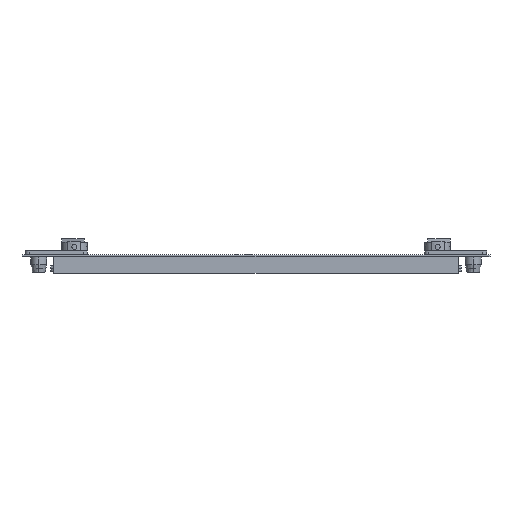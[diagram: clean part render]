
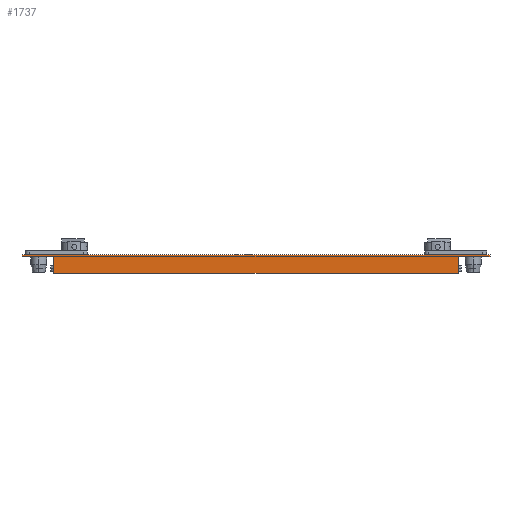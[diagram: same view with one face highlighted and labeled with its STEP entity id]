
A CAD part, front view. The second image highlights one B-rep face of the part: STEP entity #1737.
In plain terms, the highlighted face is planar.
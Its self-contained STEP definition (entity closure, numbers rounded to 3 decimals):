
#450=DIRECTION('',(0.,0.,1.));
#451=VECTOR('',#450,1.);
#452=CARTESIAN_POINT('',(-125.,325.,0.));
#453=LINE('',#452,#451);
#464=DIRECTION('',(1.,0.,0.));
#465=VECTOR('',#464,17.);
#466=CARTESIAN_POINT('',(-125.,325.,0.));
#467=LINE('',#466,#465);
#471=DIRECTION('',(0.,0.,1.));
#472=VECTOR('',#471,9.);
#473=CARTESIAN_POINT('',(108.,325.,-9.));
#474=LINE('',#473,#472);
#478=DIRECTION('',(1.,0.,0.));
#479=VECTOR('',#478,17.);
#480=CARTESIAN_POINT('',(108.,325.,0.));
#481=LINE('',#480,#479);
#485=DIRECTION('',(0.,0.,1.));
#486=VECTOR('',#485,1.);
#487=CARTESIAN_POINT('',(125.,325.,0.));
#488=LINE('',#487,#486);
#492=DIRECTION('',(-1.,0.,0.));
#493=VECTOR('',#492,250.);
#494=CARTESIAN_POINT('',(125.,325.,1.));
#495=LINE('',#494,#493);
#499=DIRECTION('',(0.,0.,1.));
#500=VECTOR('',#499,9.);
#501=CARTESIAN_POINT('',(-108.,325.,-9.));
#502=LINE('',#501,#500);
#541=DIRECTION('',(-1.,0.,0.));
#542=VECTOR('',#541,216.);
#543=CARTESIAN_POINT('',(108.,325.,-9.));
#544=LINE('',#543,#542);
#1217=CARTESIAN_POINT('',(125.,325.,0.));
#1218=VERTEX_POINT('',#1217);
#1219=CARTESIAN_POINT('',(108.,325.,0.));
#1220=VERTEX_POINT('',#1219);
#1225=CARTESIAN_POINT('',(-108.,325.,0.));
#1226=VERTEX_POINT('',#1225);
#1227=CARTESIAN_POINT('',(-125.,325.,0.));
#1228=VERTEX_POINT('',#1227);
#1308=CARTESIAN_POINT('',(-125.,325.,1.));
#1310=VERTEX_POINT('',#1308);
#1311=CARTESIAN_POINT('',(125.,325.,1.));
#1312=VERTEX_POINT('',#1311);
#1379=CARTESIAN_POINT('',(-108.,325.,-9.));
#1380=VERTEX_POINT('',#1379);
#1381=CARTESIAN_POINT('',(108.,325.,-9.));
#1382=VERTEX_POINT('',#1381);
#1717=CARTESIAN_POINT('',(125.,325.,0.));
#1718=DIRECTION('',(0.,1.,0.));
#1719=DIRECTION('',(-1.,0.,0.));
#1720=AXIS2_PLACEMENT_3D('',#1717,#1718,#1719);
#1721=PLANE('',#1720);
#1722=ORIENTED_EDGE('',*,*,#1454,.T.);
#1724=ORIENTED_EDGE('',*,*,#1723,.F.);
#1726=ORIENTED_EDGE('',*,*,#1725,.F.);
#1728=ORIENTED_EDGE('',*,*,#1727,.T.);
#1729=ORIENTED_EDGE('',*,*,#1446,.T.);
#1731=ORIENTED_EDGE('',*,*,#1730,.T.);
#1733=ORIENTED_EDGE('',*,*,#1732,.T.);
#1734=ORIENTED_EDGE('',*,*,#1702,.F.);
#1735=EDGE_LOOP('',(#1722,#1724,#1726,#1728,#1729,#1731,#1733,#1734));
#1736=FACE_OUTER_BOUND('',#1735,.F.);
#1446=EDGE_CURVE('',#1220,#1218,#481,.T.);
#1454=EDGE_CURVE('',#1228,#1226,#467,.T.);
#1702=EDGE_CURVE('',#1228,#1310,#453,.T.);
#1723=EDGE_CURVE('',#1380,#1226,#502,.T.);
#1725=EDGE_CURVE('',#1382,#1380,#544,.T.);
#1727=EDGE_CURVE('',#1382,#1220,#474,.T.);
#1730=EDGE_CURVE('',#1218,#1312,#488,.T.);
#1732=EDGE_CURVE('',#1312,#1310,#495,.T.);
#1737=ADVANCED_FACE('',(#1736),#1721,.T.);
